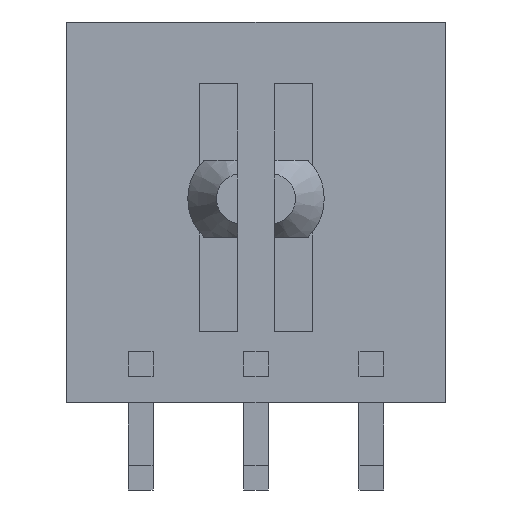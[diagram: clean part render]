
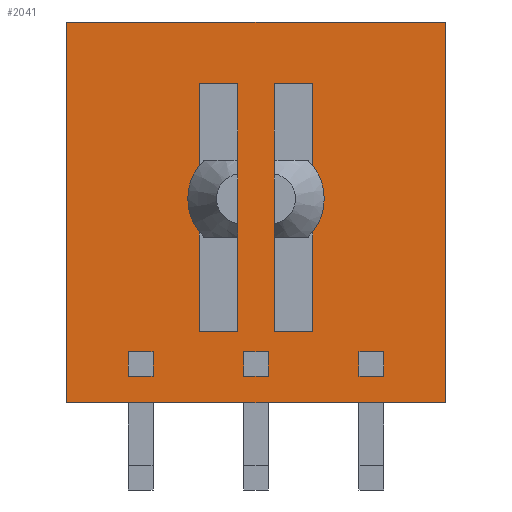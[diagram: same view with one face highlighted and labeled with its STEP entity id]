
A CAD part, front view. The second image highlights one B-rep face of the part: STEP entity #2041.
In plain terms, the highlighted planar face has unit normal (0, -1, 0).
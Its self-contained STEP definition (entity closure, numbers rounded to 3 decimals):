
#1=DIRECTION('',(-1.,0.,0.));
#2=VECTOR('',#1,9.85);
#3=CARTESIAN_POINT('',(4.925,0.,0.));
#4=LINE('',#3,#2);
#133=DIRECTION('',(0.,0.,-1.));
#134=VECTOR('',#133,9.91);
#135=CARTESIAN_POINT('',(4.925,0.,0.));
#136=LINE('',#135,#134);
#137=DIRECTION('',(0.,0.,-1.));
#138=VECTOR('',#137,6.46);
#139=CARTESIAN_POINT('',(0.475,0.,-1.6));
#140=LINE('',#139,#138);
#141=DIRECTION('',(1.,0.,0.));
#142=VECTOR('',#141,1.);
#143=CARTESIAN_POINT('',(0.475,0.,-8.06));
#144=LINE('',#143,#142);
#145=DIRECTION('',(0.,0.,1.));
#146=VECTOR('',#145,6.46);
#147=CARTESIAN_POINT('',(1.475,0.,-8.06));
#148=LINE('',#147,#146);
#149=DIRECTION('',(-1.,0.,0.));
#150=VECTOR('',#149,1.);
#151=CARTESIAN_POINT('',(1.475,0.,-1.6));
#152=LINE('',#151,#150);
#153=DIRECTION('',(0.,0.,1.));
#154=VECTOR('',#153,6.46);
#155=CARTESIAN_POINT('',(-0.475,0.,-8.06));
#156=LINE('',#155,#154);
#157=DIRECTION('',(-1.,0.,0.));
#158=VECTOR('',#157,1.);
#159=CARTESIAN_POINT('',(-0.475,0.,-1.6));
#160=LINE('',#159,#158);
#161=DIRECTION('',(0.,0.,-1.));
#162=VECTOR('',#161,6.46);
#163=CARTESIAN_POINT('',(-1.475,0.,-1.6));
#164=LINE('',#163,#162);
#165=DIRECTION('',(1.,0.,0.));
#166=VECTOR('',#165,1.);
#167=CARTESIAN_POINT('',(-1.475,0.,-8.06));
#168=LINE('',#167,#166);
#169=DIRECTION('',(0.,0.,1.));
#170=VECTOR('',#169,0.64);
#171=CARTESIAN_POINT('',(3.32,0.,-9.22));
#172=LINE('',#171,#170);
#173=DIRECTION('',(-1.,0.,0.));
#174=VECTOR('',#173,0.64);
#175=CARTESIAN_POINT('',(3.32,0.,-8.58));
#176=LINE('',#175,#174);
#177=DIRECTION('',(0.,0.,1.));
#178=VECTOR('',#177,0.64);
#179=CARTESIAN_POINT('',(2.68,0.,-9.22));
#180=LINE('',#179,#178);
#181=DIRECTION('',(-1.,0.,0.));
#182=VECTOR('',#181,0.64);
#183=CARTESIAN_POINT('',(3.32,0.,-9.22));
#184=LINE('',#183,#182);
#185=DIRECTION('',(0.,0.,1.));
#186=VECTOR('',#185,0.64);
#187=CARTESIAN_POINT('',(0.32,0.,-9.22));
#188=LINE('',#187,#186);
#189=DIRECTION('',(-1.,0.,0.));
#190=VECTOR('',#189,0.64);
#191=CARTESIAN_POINT('',(0.32,0.,-8.58));
#192=LINE('',#191,#190);
#193=DIRECTION('',(0.,0.,1.));
#194=VECTOR('',#193,0.64);
#195=CARTESIAN_POINT('',(-0.32,0.,-9.22));
#196=LINE('',#195,#194);
#197=DIRECTION('',(-1.,0.,0.));
#198=VECTOR('',#197,0.64);
#199=CARTESIAN_POINT('',(0.32,0.,-9.22));
#200=LINE('',#199,#198);
#201=DIRECTION('',(0.,0.,1.));
#202=VECTOR('',#201,0.64);
#203=CARTESIAN_POINT('',(-2.68,0.,-9.22));
#204=LINE('',#203,#202);
#205=DIRECTION('',(-1.,0.,0.));
#206=VECTOR('',#205,0.64);
#207=CARTESIAN_POINT('',(-2.68,0.,-8.58));
#208=LINE('',#207,#206);
#209=DIRECTION('',(0.,0.,1.));
#210=VECTOR('',#209,0.64);
#211=CARTESIAN_POINT('',(-3.32,0.,-9.22));
#212=LINE('',#211,#210);
#213=DIRECTION('',(-1.,0.,0.));
#214=VECTOR('',#213,0.64);
#215=CARTESIAN_POINT('',(-2.68,0.,-9.22));
#216=LINE('',#215,#214);
#241=DIRECTION('',(0.,0.,-1.));
#242=VECTOR('',#241,9.91);
#243=CARTESIAN_POINT('',(-4.925,0.,0.));
#244=LINE('',#243,#242);
#245=DIRECTION('',(-1.,0.,0.));
#246=VECTOR('',#245,9.85);
#247=CARTESIAN_POINT('',(4.925,0.,-9.91));
#248=LINE('',#247,#246);
#1437=CARTESIAN_POINT('',(4.925,0.,0.));
#1438=CARTESIAN_POINT('',(-4.925,0.,0.));
#1439=VERTEX_POINT('',#1437);
#1440=VERTEX_POINT('',#1438);
#1445=CARTESIAN_POINT('',(4.925,0.,-9.91));
#1446=CARTESIAN_POINT('',(-4.925,0.,-9.91));
#1447=VERTEX_POINT('',#1445);
#1448=VERTEX_POINT('',#1446);
#1629=CARTESIAN_POINT('',(-1.475,0.,-1.6));
#1630=CARTESIAN_POINT('',(-1.475,0.,-8.06));
#1631=VERTEX_POINT('',#1629);
#1632=VERTEX_POINT('',#1630);
#1633=CARTESIAN_POINT('',(-0.475,0.,-8.06));
#1634=VERTEX_POINT('',#1633);
#1635=CARTESIAN_POINT('',(-0.475,0.,-1.6));
#1636=VERTEX_POINT('',#1635);
#1637=CARTESIAN_POINT('',(1.475,0.,-1.6));
#1638=CARTESIAN_POINT('',(0.475,0.,-1.6));
#1639=VERTEX_POINT('',#1637);
#1640=VERTEX_POINT('',#1638);
#1641=CARTESIAN_POINT('',(0.475,0.,-8.06));
#1642=CARTESIAN_POINT('',(1.475,0.,-8.06));
#1643=VERTEX_POINT('',#1641);
#1644=VERTEX_POINT('',#1642);
#1711=CARTESIAN_POINT('',(3.32,0.,-9.22));
#1712=CARTESIAN_POINT('',(3.32,0.,-8.58));
#1713=VERTEX_POINT('',#1711);
#1714=VERTEX_POINT('',#1712);
#1715=CARTESIAN_POINT('',(2.68,0.,-9.22));
#1716=CARTESIAN_POINT('',(2.68,0.,-8.58));
#1717=VERTEX_POINT('',#1715);
#1718=VERTEX_POINT('',#1716);
#1719=CARTESIAN_POINT('',(0.32,0.,-9.22));
#1720=CARTESIAN_POINT('',(0.32,0.,-8.58));
#1721=VERTEX_POINT('',#1719);
#1722=VERTEX_POINT('',#1720);
#1723=CARTESIAN_POINT('',(-0.32,0.,-9.22));
#1724=CARTESIAN_POINT('',(-0.32,0.,-8.58));
#1725=VERTEX_POINT('',#1723);
#1726=VERTEX_POINT('',#1724);
#1727=CARTESIAN_POINT('',(-2.68,0.,-9.22));
#1728=CARTESIAN_POINT('',(-2.68,0.,-8.58));
#1729=VERTEX_POINT('',#1727);
#1730=VERTEX_POINT('',#1728);
#1731=CARTESIAN_POINT('',(-3.32,0.,-9.22));
#1732=CARTESIAN_POINT('',(-3.32,0.,-8.58));
#1733=VERTEX_POINT('',#1731);
#1734=VERTEX_POINT('',#1732);
#1977=CARTESIAN_POINT('',(4.925,0.,0.));
#1978=DIRECTION('',(0.,-1.,0.));
#1979=DIRECTION('',(-1.,0.,0.));
#1980=AXIS2_PLACEMENT_3D('',#1977,#1978,#1979);
#1981=PLANE('',#1980);
#1982=ORIENTED_EDGE('',*,*,#1896,.F.);
#1984=ORIENTED_EDGE('',*,*,#1983,.T.);
#1986=ORIENTED_EDGE('',*,*,#1985,.T.);
#1988=ORIENTED_EDGE('',*,*,#1987,.F.);
#1989=EDGE_LOOP('',(#1982,#1984,#1986,#1988));
#1990=FACE_OUTER_BOUND('',#1989,.F.);
#1992=ORIENTED_EDGE('',*,*,#1991,.T.);
#1994=ORIENTED_EDGE('',*,*,#1993,.T.);
#1996=ORIENTED_EDGE('',*,*,#1995,.T.);
#1998=ORIENTED_EDGE('',*,*,#1997,.T.);
#1999=EDGE_LOOP('',(#1992,#1994,#1996,#1998));
#2000=FACE_BOUND('',#1999,.F.);
#2002=ORIENTED_EDGE('',*,*,#2001,.T.);
#2004=ORIENTED_EDGE('',*,*,#2003,.T.);
#2006=ORIENTED_EDGE('',*,*,#2005,.T.);
#2008=ORIENTED_EDGE('',*,*,#2007,.T.);
#2009=EDGE_LOOP('',(#2002,#2004,#2006,#2008));
#2010=FACE_BOUND('',#2009,.F.);
#2012=ORIENTED_EDGE('',*,*,#2011,.T.);
#2014=ORIENTED_EDGE('',*,*,#2013,.T.);
#2016=ORIENTED_EDGE('',*,*,#2015,.F.);
#2018=ORIENTED_EDGE('',*,*,#2017,.F.);
#2019=EDGE_LOOP('',(#2012,#2014,#2016,#2018));
#2020=FACE_BOUND('',#2019,.F.);
#2022=ORIENTED_EDGE('',*,*,#2021,.T.);
#2024=ORIENTED_EDGE('',*,*,#2023,.T.);
#2026=ORIENTED_EDGE('',*,*,#2025,.F.);
#2028=ORIENTED_EDGE('',*,*,#2027,.F.);
#2029=EDGE_LOOP('',(#2022,#2024,#2026,#2028));
#2030=FACE_BOUND('',#2029,.F.);
#2032=ORIENTED_EDGE('',*,*,#2031,.T.);
#2034=ORIENTED_EDGE('',*,*,#2033,.T.);
#2036=ORIENTED_EDGE('',*,*,#2035,.F.);
#2038=ORIENTED_EDGE('',*,*,#2037,.F.);
#2039=EDGE_LOOP('',(#2032,#2034,#2036,#2038));
#2040=FACE_BOUND('',#2039,.F.);
#2041=ADVANCED_FACE('',(#1990,#2000,#2010,#2020,#2030,#2040),#1981,.T.);
#1896=EDGE_CURVE('',#1439,#1440,#4,.T.);
#1983=EDGE_CURVE('',#1439,#1447,#136,.T.);
#1985=EDGE_CURVE('',#1447,#1448,#248,.T.);
#1987=EDGE_CURVE('',#1440,#1448,#244,.T.);
#1991=EDGE_CURVE('',#1640,#1643,#140,.T.);
#1993=EDGE_CURVE('',#1643,#1644,#144,.T.);
#1995=EDGE_CURVE('',#1644,#1639,#148,.T.);
#1997=EDGE_CURVE('',#1639,#1640,#152,.T.);
#2001=EDGE_CURVE('',#1634,#1636,#156,.T.);
#2003=EDGE_CURVE('',#1636,#1631,#160,.T.);
#2005=EDGE_CURVE('',#1631,#1632,#164,.T.);
#2007=EDGE_CURVE('',#1632,#1634,#168,.T.);
#2011=EDGE_CURVE('',#1713,#1714,#172,.T.);
#2013=EDGE_CURVE('',#1714,#1718,#176,.T.);
#2015=EDGE_CURVE('',#1717,#1718,#180,.T.);
#2017=EDGE_CURVE('',#1713,#1717,#184,.T.);
#2021=EDGE_CURVE('',#1721,#1722,#188,.T.);
#2023=EDGE_CURVE('',#1722,#1726,#192,.T.);
#2025=EDGE_CURVE('',#1725,#1726,#196,.T.);
#2027=EDGE_CURVE('',#1721,#1725,#200,.T.);
#2031=EDGE_CURVE('',#1729,#1730,#204,.T.);
#2033=EDGE_CURVE('',#1730,#1734,#208,.T.);
#2035=EDGE_CURVE('',#1733,#1734,#212,.T.);
#2037=EDGE_CURVE('',#1729,#1733,#216,.T.);
